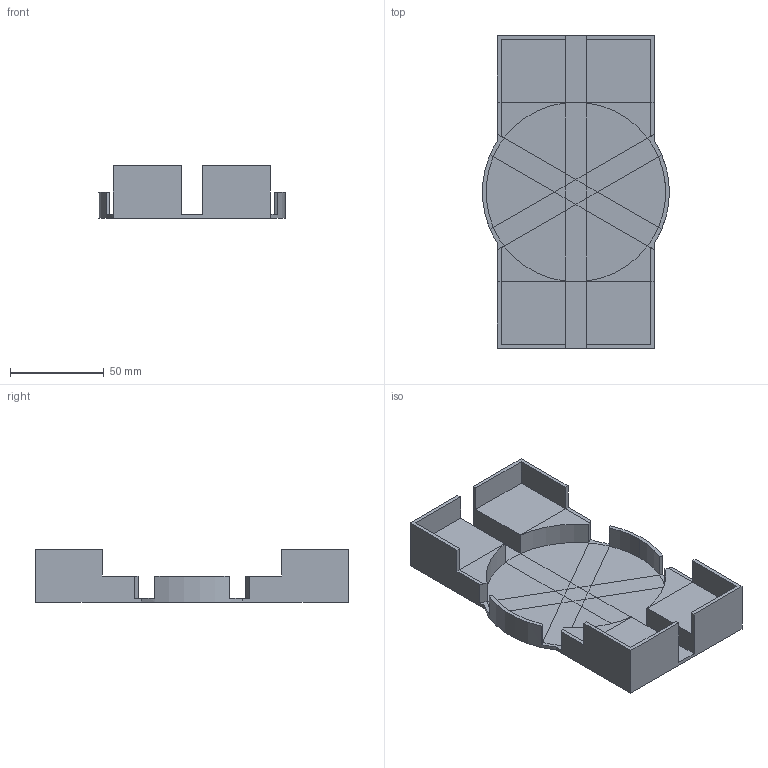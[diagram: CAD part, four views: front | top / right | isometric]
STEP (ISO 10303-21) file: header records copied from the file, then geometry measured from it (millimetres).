
FILE_DESCRIPTION(('FreeCAD Model'),'2;1');
FILE_NAME('Open CASCADE Shape Model','2025-06-27T05:41:18',(''),(''), 'Open CASCADE STEP processor 7.8','FreeCAD','Unknown');
FILE_SCHEMA(('AUTOMOTIVE_DESIGN { 1 0 10303 214 1 1 1 1 }'));
Length unit declared in the file: millimetre
Products named in the file (1): Cut005
Bounding box: 99.83 x 167 x 28 mm (x, y, z)
Volume: 114485.7 mm3; surface area: 48337.4 mm2
Topology: 1 solids, 1 shells, 88 faces, 206 edges, 120 vertices
Faces by surface type: plane 78, cylinder 10
Entity records: 5125 total; most frequent: CARTESIAN_POINT 1065, DIRECTION 645, ORIENTED_EDGE 412, PCURVE 412, DEFINITIONAL_REPRESENTATION 412, LINE 374, VECTOR 374, EDGE_CURVE 206
